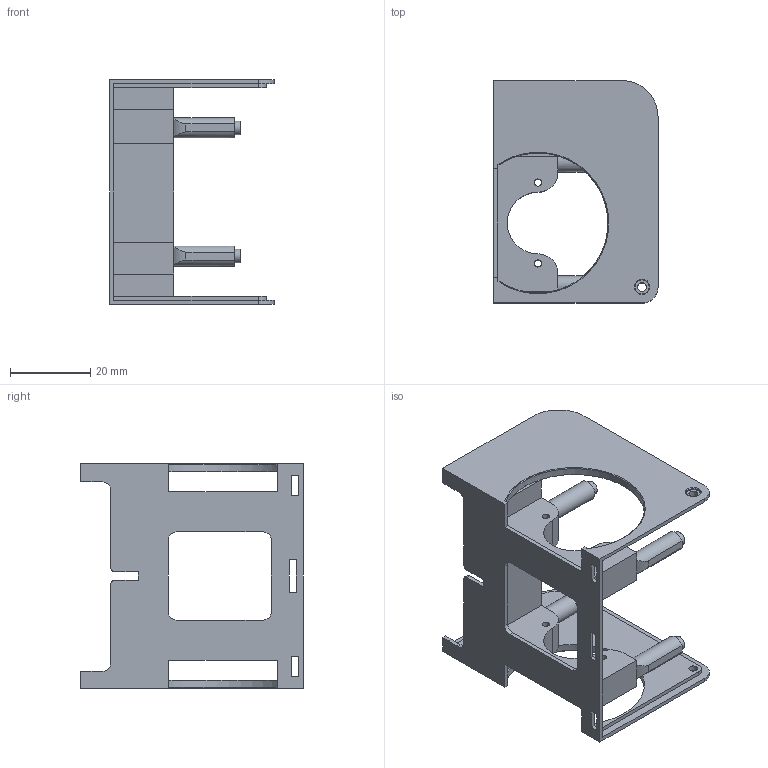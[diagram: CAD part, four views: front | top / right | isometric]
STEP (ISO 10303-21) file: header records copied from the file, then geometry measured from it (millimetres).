
FILE_DESCRIPTION(/* description */ (''),/* implementation_level */ '2;1');
FILE_NAME(/* name */ 'EduBot_base_Frame.stp',/* time_stamp */ '2019-01-29T07:29:17+09:00',/* author */ ('tlsru'),/* organization */ (''),/* preprocessor_version */ 'ST-DEVELOPER v15.6',/* originating_system */ 'Autodesk Inventor 2015',/* authorisation */ '');
FILE_SCHEMA (('AUTOMOTIVE_DESIGN { 1 0 10303 214 3 1 1 }'));
Length unit declared in the file: millimetre
Products named in the file (1): EduBot_base_Frame
Bounding box: 41 x 55.57 x 56 mm (x, y, z)
Volume: 14556.2 mm3; surface area: 15743 mm2
Topology: 1 solids, 1 shells, 166 faces, 460 edges, 304 vertices
Faces by surface type: plane 108, cylinder 54, torus 4
Full cylindrical faces by diameter (mm): 1.8 x10, 2.2 x2, 3.4 x4, 3.5 x2, 5 x2
Entity records: 5234 total; most frequent: CARTESIAN_POINT 957, DIRECTION 872, ORIENTED_EDGE 860, EDGE_CURVE 430, LINE 306, VECTOR 306, VERTEX_POINT 296, AXIS2_PLACEMENT_3D 283
